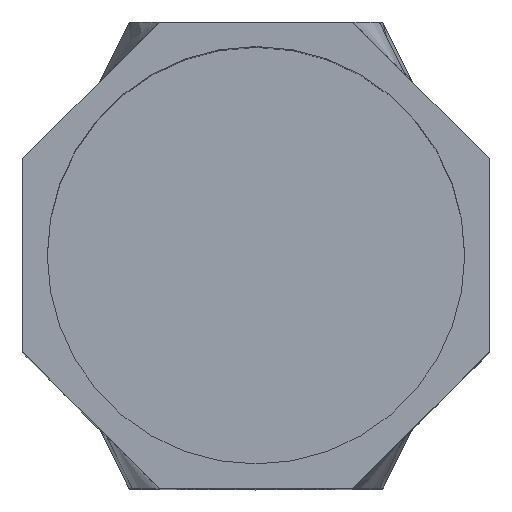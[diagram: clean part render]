
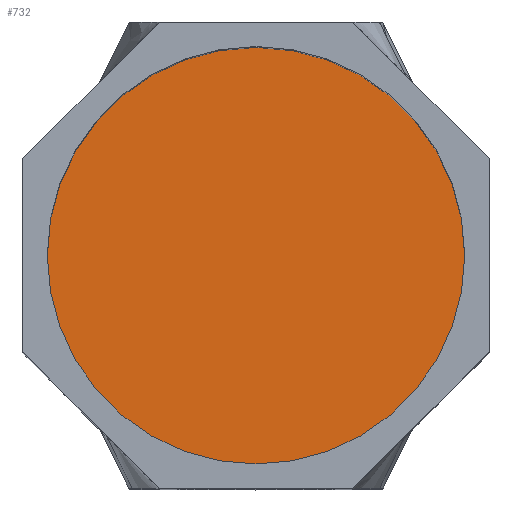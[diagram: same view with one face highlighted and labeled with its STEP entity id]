
A CAD part, top view. The second image highlights one B-rep face of the part: STEP entity #732.
In plain terms, the highlighted planar face has unit normal (0, 0, 1).
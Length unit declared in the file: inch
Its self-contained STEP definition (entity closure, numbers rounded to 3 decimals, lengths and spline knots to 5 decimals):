
#200=PLANE('',#779);
#230=FACE_OUTER_BOUND('',#264,.T.);
#264=EDGE_LOOP('',(#637));
#292=CIRCLE('',#780,0.49213);
#409=VERTEX_POINT('',#1861);
#502=EDGE_CURVE('',#409,#409,#292,.T.);
#637=ORIENTED_EDGE('',*,*,#502,.T.);
#732=ADVANCED_FACE('',(#230),#200,.T.);
#779=AXIS2_PLACEMENT_3D('',#1860,#909,#910);
#780=AXIS2_PLACEMENT_3D('',#1862,#911,#912);
#909=DIRECTION('center_axis',(0.,0.,1.));
#910=DIRECTION('ref_axis',(1.,0.,0.));
#911=DIRECTION('center_axis',(0.,0.,1.));
#912=DIRECTION('ref_axis',(-1.,0.,0.));
#1860=CARTESIAN_POINT('Origin',(0.,0.,0.));
#1861=CARTESIAN_POINT('',(0.49213,0.,0.));
#1862=CARTESIAN_POINT('Origin',(0.,0.,0.));
